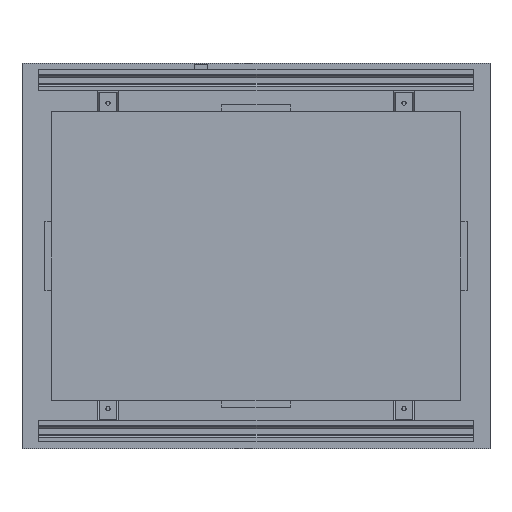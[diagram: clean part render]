
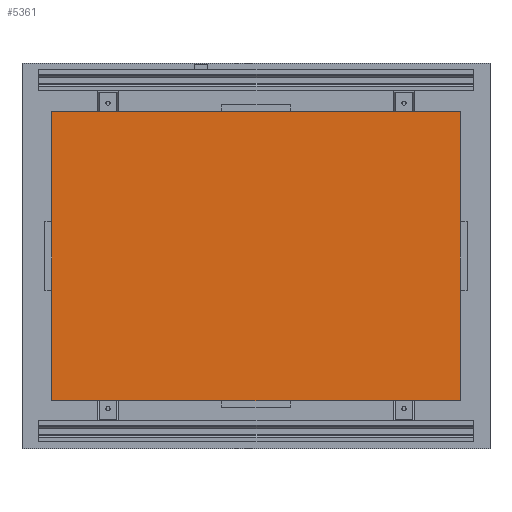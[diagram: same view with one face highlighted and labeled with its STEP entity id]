
A CAD part, top view. The second image highlights one B-rep face of the part: STEP entity #5361.
In plain terms, the highlighted planar face has unit normal (0, 0, 1).
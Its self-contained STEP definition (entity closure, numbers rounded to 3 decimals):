
#126=FACE_OUTER_BOUND('',#425,.T.);
#425=EDGE_LOOP('',(#3600,#3601,#3602,#3603));
#766=LINE('',#7475,#1513);
#792=LINE('',#7531,#1539);
#793=LINE('',#7533,#1540);
#794=LINE('',#7534,#1541);
#1513=VECTOR('',#6049,10.);
#1539=VECTOR('',#6097,10.);
#1540=VECTOR('',#6098,10.);
#1541=VECTOR('',#6099,10.);
#2253=VERTEX_POINT('',#7472);
#2254=VERTEX_POINT('',#7474);
#2273=VERTEX_POINT('',#7530);
#2274=VERTEX_POINT('',#7532);
#2772=EDGE_CURVE('',#2253,#2254,#766,.T.);
#2800=EDGE_CURVE('',#2254,#2273,#792,.T.);
#2801=EDGE_CURVE('',#2274,#2253,#793,.T.);
#2802=EDGE_CURVE('',#2273,#2274,#794,.T.);
#3600=ORIENTED_EDGE('',*,*,#2800,.F.);
#3601=ORIENTED_EDGE('',*,*,#2772,.F.);
#3602=ORIENTED_EDGE('',*,*,#2801,.F.);
#3603=ORIENTED_EDGE('',*,*,#2802,.F.);
#5080=PLANE('',#5684);
#5361=ADVANCED_FACE('',(#126),#5080,.F.);
#5684=AXIS2_PLACEMENT_3D('',#7529,#6095,#6096);
#6049=DIRECTION('',(1.,0.,0.));
#6095=DIRECTION('center_axis',(0.,0.,-1.));
#6096=DIRECTION('ref_axis',(-1.,0.,0.));
#6097=DIRECTION('',(0.,-1.,0.));
#6098=DIRECTION('',(0.,1.,0.));
#6099=DIRECTION('',(-1.,0.,0.));
#7472=CARTESIAN_POINT('',(-318.5,225.,2.));
#7474=CARTESIAN_POINT('',(-21.5,225.,2.));
#7475=CARTESIAN_POINT('',(-21.5,225.,2.));
#7529=CARTESIAN_POINT('Origin',(-170.,120.,2.));
#7530=CARTESIAN_POINT('',(-21.5,15.,2.));
#7531=CARTESIAN_POINT('',(-21.5,15.,2.));
#7532=CARTESIAN_POINT('',(-318.5,15.,2.));
#7533=CARTESIAN_POINT('',(-318.5,225.,2.));
#7534=CARTESIAN_POINT('',(-318.5,15.,2.));
